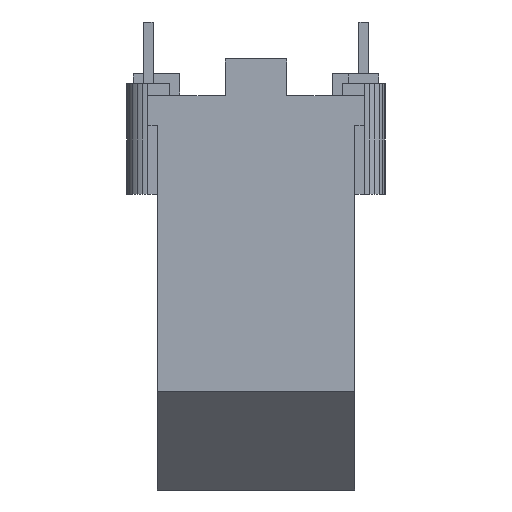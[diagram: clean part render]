
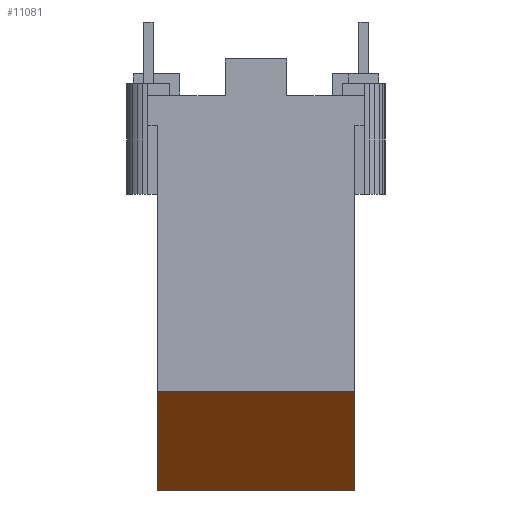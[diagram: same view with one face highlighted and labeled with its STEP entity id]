
A CAD part, front view. The second image highlights one B-rep face of the part: STEP entity #11081.
In plain terms, the highlighted planar face has unit normal (0, -0.707, -0.707).
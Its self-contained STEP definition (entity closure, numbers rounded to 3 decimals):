
#3619 = PLANE('',#3620);
#3620 = AXIS2_PLACEMENT_3D('',#3621,#3622,#3623);
#3621 = CARTESIAN_POINT('',(13.5,24.,0.));
#3622 = DIRECTION('',(1.,0.,0.));
#3623 = DIRECTION('',(0.,0.,1.));
#9925 = PLANE('',#9926);
#9926 = AXIS2_PLACEMENT_3D('',#9927,#9928,#9929);
#9927 = CARTESIAN_POINT('',(-2.5,0.,8.));
#9928 = DIRECTION('',(0.,-1.,0.));
#9929 = DIRECTION('',(0.,0.,-1.));
#10660 = EDGE_CURVE('',#10661,#10663,#10665,.T.);
#10661 = VERTEX_POINT('',#10662);
#10662 = CARTESIAN_POINT('',(-2.5,0.,8.));
#10663 = VERTEX_POINT('',#10664);
#10664 = CARTESIAN_POINT('',(13.5,0.,8.));
#10665 = SURFACE_CURVE('',#10666,(#10670,#10677),.PCURVE_S1.);
#10666 = LINE('',#10667,#10668);
#10667 = CARTESIAN_POINT('',(-2.5,0.,8.));
#10668 = VECTOR('',#10669,1.);
#10669 = DIRECTION('',(1.,0.,0.));
#10670 = PCURVE('',#9925,#10671);
#10671 = DEFINITIONAL_REPRESENTATION('',(#10672),#10676);
#10672 = LINE('',#10673,#10674);
#10673 = CARTESIAN_POINT('',(0.,0.));
#10674 = VECTOR('',#10675,1.);
#10675 = DIRECTION('',(0.,1.));
#10676 = ( GEOMETRIC_REPRESENTATION_CONTEXT(2) 
PARAMETRIC_REPRESENTATION_CONTEXT() REPRESENTATION_CONTEXT('2D SPACE',''
  ) );
#10677 = PCURVE('',#10678,#10683);
#10678 = PLANE('',#10679);
#10679 = AXIS2_PLACEMENT_3D('',#10680,#10681,#10682);
#10680 = CARTESIAN_POINT('',(-2.5,0.,8.));
#10681 = DIRECTION('',(0.,-0.707,
    -0.707));
#10682 = DIRECTION('',(0.,0.707,-0.707));
#10683 = DEFINITIONAL_REPRESENTATION('',(#10684),#10688);
#10684 = LINE('',#10685,#10686);
#10685 = CARTESIAN_POINT('',(0.,0.));
#10686 = VECTOR('',#10687,1.);
#10687 = DIRECTION('',(0.,1.));
#10688 = ( GEOMETRIC_REPRESENTATION_CONTEXT(2) 
PARAMETRIC_REPRESENTATION_CONTEXT() REPRESENTATION_CONTEXT('2D SPACE',''
  ) );
#10918 = PLANE('',#10919);
#10919 = AXIS2_PLACEMENT_3D('',#10920,#10921,#10922);
#10920 = CARTESIAN_POINT('',(-2.5,31.491,29.6));
#10921 = DIRECTION('',(-1.,0.,0.));
#10922 = DIRECTION('',(0.,0.,-1.));
#11081 = ADVANCED_FACE('',(#11082),#10678,.T.);
#11082 = FACE_BOUND('',#11083,.T.);
#11083 = EDGE_LOOP('',(#11084,#11107,#11135,#11156));
#11084 = ORIENTED_EDGE('',*,*,#11085,.T.);
#11085 = EDGE_CURVE('',#10661,#11086,#11088,.T.);
#11086 = VERTEX_POINT('',#11087);
#11087 = CARTESIAN_POINT('',(-2.5,8.,0.));
#11088 = SURFACE_CURVE('',#11089,(#11093,#11100),.PCURVE_S1.);
#11089 = LINE('',#11090,#11091);
#11090 = CARTESIAN_POINT('',(-2.5,0.,8.));
#11091 = VECTOR('',#11092,1.);
#11092 = DIRECTION('',(0.,0.707,-0.707));
#11093 = PCURVE('',#10678,#11094);
#11094 = DEFINITIONAL_REPRESENTATION('',(#11095),#11099);
#11095 = LINE('',#11096,#11097);
#11096 = CARTESIAN_POINT('',(0.,0.));
#11097 = VECTOR('',#11098,1.);
#11098 = DIRECTION('',(1.,0.));
#11099 = ( GEOMETRIC_REPRESENTATION_CONTEXT(2) 
PARAMETRIC_REPRESENTATION_CONTEXT() REPRESENTATION_CONTEXT('2D SPACE',''
  ) );
#11100 = PCURVE('',#10918,#11101);
#11101 = DEFINITIONAL_REPRESENTATION('',(#11102),#11106);
#11102 = LINE('',#11103,#11104);
#11103 = CARTESIAN_POINT('',(21.6,31.491));
#11104 = VECTOR('',#11105,1.);
#11105 = DIRECTION('',(0.707,-0.707));
#11106 = ( GEOMETRIC_REPRESENTATION_CONTEXT(2) 
PARAMETRIC_REPRESENTATION_CONTEXT() REPRESENTATION_CONTEXT('2D SPACE',''
  ) );
#11107 = ORIENTED_EDGE('',*,*,#11108,.F.);
#11108 = EDGE_CURVE('',#11109,#11086,#11111,.T.);
#11109 = VERTEX_POINT('',#11110);
#11110 = CARTESIAN_POINT('',(13.5,8.,0.));
#11111 = SURFACE_CURVE('',#11112,(#11116,#11123),.PCURVE_S1.);
#11112 = LINE('',#11113,#11114);
#11113 = CARTESIAN_POINT('',(13.5,8.,0.));
#11114 = VECTOR('',#11115,1.);
#11115 = DIRECTION('',(-1.,0.,0.));
#11116 = PCURVE('',#10678,#11117);
#11117 = DEFINITIONAL_REPRESENTATION('',(#11118),#11122);
#11118 = LINE('',#11119,#11120);
#11119 = CARTESIAN_POINT('',(11.314,16.));
#11120 = VECTOR('',#11121,1.);
#11121 = DIRECTION('',(0.,-1.));
#11122 = ( GEOMETRIC_REPRESENTATION_CONTEXT(2) 
PARAMETRIC_REPRESENTATION_CONTEXT() REPRESENTATION_CONTEXT('2D SPACE',''
  ) );
#11123 = PCURVE('',#11124,#11129);
#11124 = PLANE('',#11125);
#11125 = AXIS2_PLACEMENT_3D('',#11126,#11127,#11128);
#11126 = CARTESIAN_POINT('',(-2.5,8.,0.));
#11127 = DIRECTION('',(0.,0.,-1.));
#11128 = DIRECTION('',(-1.,0.,0.));
#11129 = DEFINITIONAL_REPRESENTATION('',(#11130),#11134);
#11130 = LINE('',#11131,#11132);
#11131 = CARTESIAN_POINT('',(-16.,0.));
#11132 = VECTOR('',#11133,1.);
#11133 = DIRECTION('',(1.,0.));
#11134 = ( GEOMETRIC_REPRESENTATION_CONTEXT(2) 
PARAMETRIC_REPRESENTATION_CONTEXT() REPRESENTATION_CONTEXT('2D SPACE',''
  ) );
#11135 = ORIENTED_EDGE('',*,*,#11136,.T.);
#11136 = EDGE_CURVE('',#11109,#10663,#11137,.T.);
#11137 = SURFACE_CURVE('',#11138,(#11142,#11149),.PCURVE_S1.);
#11138 = LINE('',#11139,#11140);
#11139 = CARTESIAN_POINT('',(13.5,8.,0.));
#11140 = VECTOR('',#11141,1.);
#11141 = DIRECTION('',(0.,-0.707,0.707));
#11142 = PCURVE('',#10678,#11143);
#11143 = DEFINITIONAL_REPRESENTATION('',(#11144),#11148);
#11144 = LINE('',#11145,#11146);
#11145 = CARTESIAN_POINT('',(11.314,16.));
#11146 = VECTOR('',#11147,1.);
#11147 = DIRECTION('',(-1.,0.));
#11148 = ( GEOMETRIC_REPRESENTATION_CONTEXT(2) 
PARAMETRIC_REPRESENTATION_CONTEXT() REPRESENTATION_CONTEXT('2D SPACE',''
  ) );
#11149 = PCURVE('',#3619,#11150);
#11150 = DEFINITIONAL_REPRESENTATION('',(#11151),#11155);
#11151 = LINE('',#11152,#11153);
#11152 = CARTESIAN_POINT('',(0.,16.));
#11153 = VECTOR('',#11154,1.);
#11154 = DIRECTION('',(0.707,0.707));
#11155 = ( GEOMETRIC_REPRESENTATION_CONTEXT(2) 
PARAMETRIC_REPRESENTATION_CONTEXT() REPRESENTATION_CONTEXT('2D SPACE',''
  ) );
#11156 = ORIENTED_EDGE('',*,*,#10660,.F.);
